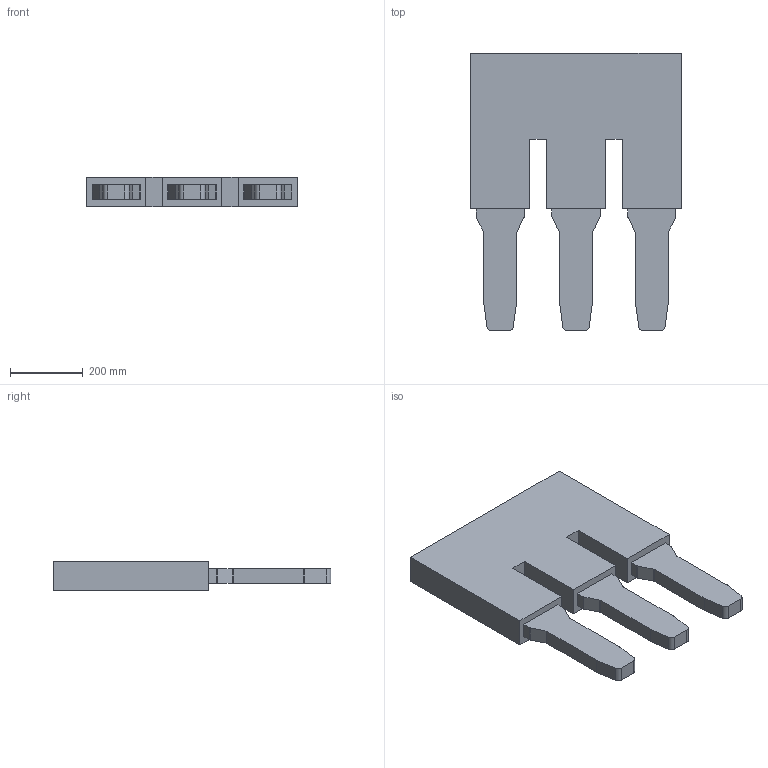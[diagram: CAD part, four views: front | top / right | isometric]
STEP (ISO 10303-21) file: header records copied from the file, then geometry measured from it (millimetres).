
FILE_DESCRIPTION((''),'2;1');
FILE_NAME('PRT0002','2018-12-01T',('Administrator'),(''),'PRO/ENGINEER BY PARAMETRIC TECHNOLOGY CORPORATION, 2008380','PRO/ENGINEER BY PARAMETRIC TECHNOLOGY CORPORATION, 2008380','');
FILE_SCHEMA(('CONFIG_CONTROL_DESIGN'));
Length unit declared in the file: inch
Products named in the file (1): PRT0002
Bounding box: 579.12 x 762 x 81.28 mm (x, y, z)
Volume: 22445073.1 mm3; surface area: 945146.2 mm2
Topology: 1 solids, 1 shells, 72 faces, 201 edges, 134 vertices
Faces by surface type: plane 48, cylinder 24
Entity records: 2353 total; most frequent: CARTESIAN_POINT 407, ORIENTED_EDGE 402, DIRECTION 393, EDGE_CURVE 201, VECTOR 153, LINE 153, VERTEX_POINT 134, AXIS2_PLACEMENT_3D 120
